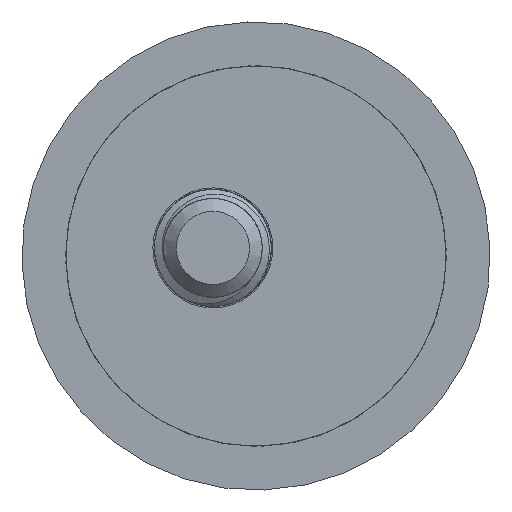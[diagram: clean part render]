
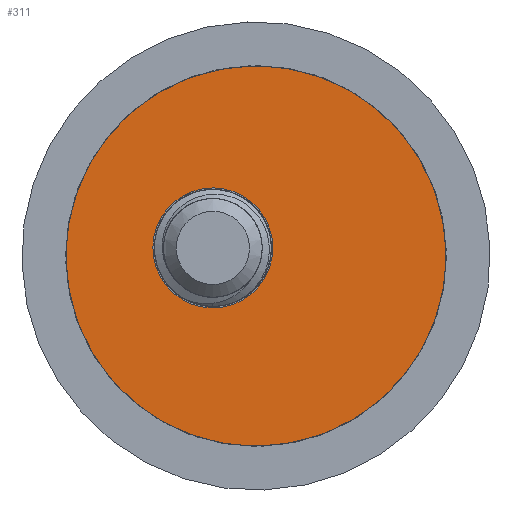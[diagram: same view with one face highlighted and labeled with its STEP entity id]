
A CAD part, left-side view. The second image highlights one B-rep face of the part: STEP entity #311.
In plain terms, the highlighted face is planar.
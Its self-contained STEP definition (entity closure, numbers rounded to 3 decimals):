
#223=PLANE('',#825);
#311=ADVANCED_FACE('',(#370,#371),#223,.F.);
#370=FACE_BOUND('',#444,.T.);
#371=FACE_BOUND('',#445,.T.);
#444=EDGE_LOOP('',(#558));
#445=EDGE_LOOP('',(#559));
#558=ORIENTED_EDGE('',*,*,#697,.F.);
#559=ORIENTED_EDGE('',*,*,#695,.T.);
#633=VERTEX_POINT('',#6906);
#635=VERTEX_POINT('',#6911);
#695=EDGE_CURVE('',#633,#633,#745,.T.);
#697=EDGE_CURVE('',#635,#635,#747,.T.);
#745=CIRCLE('',#819,4.1);
#747=CIRCLE('',#822,13.);
#819=AXIS2_PLACEMENT_3D('',#6905,#974,#975);
#822=AXIS2_PLACEMENT_3D('',#6910,#980,#981);
#825=AXIS2_PLACEMENT_3D('',#6915,#986,#987);
#974=DIRECTION('',(0.,0.,-1.));
#975=DIRECTION('',(-1.,0.,0.));
#980=DIRECTION('',(0.,0.,-1.));
#981=DIRECTION('',(-1.,0.,0.));
#986=DIRECTION('',(0.,0.,-1.));
#987=DIRECTION('',(1.,0.,0.));
#6905=CARTESIAN_POINT('',(-3.,0.,4.));
#6906=CARTESIAN_POINT('',(-7.1,0.,4.));
#6910=CARTESIAN_POINT('',(0.,0.,4.));
#6911=CARTESIAN_POINT('',(-13.,0.,4.));
#6915=CARTESIAN_POINT('',(0.,0.,4.));
